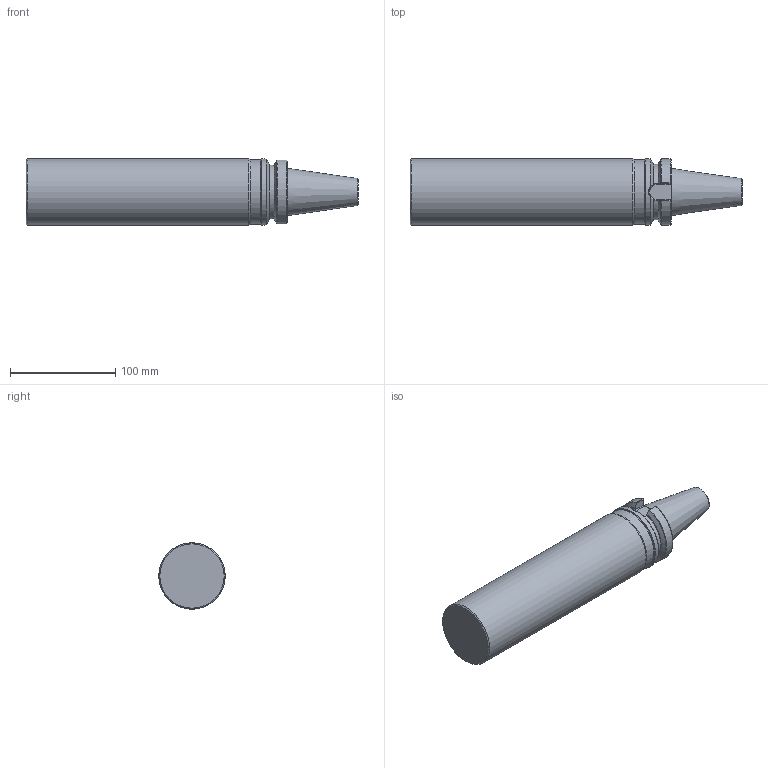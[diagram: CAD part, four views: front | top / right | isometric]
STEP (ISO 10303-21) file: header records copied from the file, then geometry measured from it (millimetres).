
FILE_DESCRIPTION(/* description */ (''),/* implementation_level */ '2;1');
FILE_NAME(/* name */ 'ABT40-BL41-63-250.stp',/* time_stamp */ '2024-12-18T14:15:20+03:00',/* author */ (''),/* organization */ (''),/* preprocessor_version */ 'ST-DEVELOPER v19.4',/* originating_system */ 'SIEMENS PLM Software NX2306.5001',/* authorisation */ '');
FILE_SCHEMA (('AUTOMOTIVE_DESIGN { 1 0 10303 214 3 1 1 1 }'));
Length unit declared in the file: millimetre
Products named in the file (1): ABT40-BL41-63-250-LIGHT_objects
Bounding box: 315.4 x 63 x 63 mm (x, y, z)
Volume: 826904.8 mm3; surface area: 62799.1 mm2
Topology: 1 solids, 1 shells, 73 faces, 188 edges, 120 vertices
Faces by surface type: plane 23, cylinder 19, torus 16, cone 13, bspline 2
Full cylindrical faces by diameter (mm): 4 x1, 10 x1, 61 x1, 63 x2
Entity records: 2519 total; most frequent: CARTESIAN_POINT 850, ORIENTED_EDGE 334, DIRECTION 322, EDGE_CURVE 167, AXIS2_PLACEMENT_3D 134, VERTEX_POINT 116, EDGE_LOOP 92, ADVANCED_FACE 73
